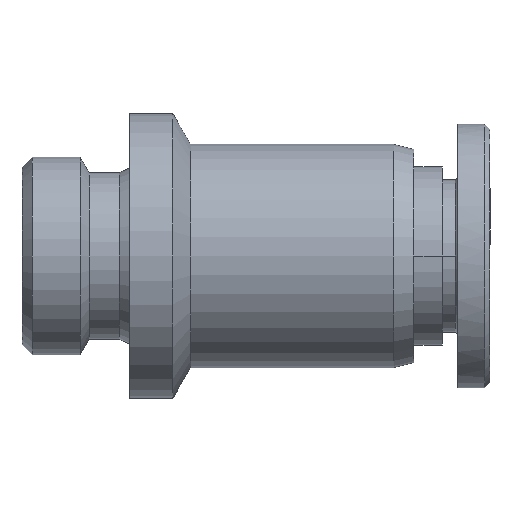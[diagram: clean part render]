
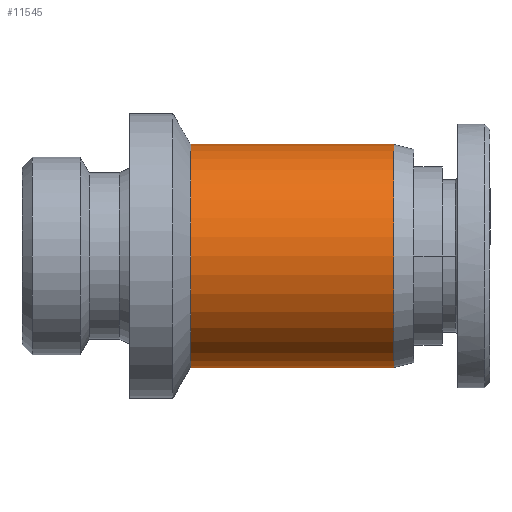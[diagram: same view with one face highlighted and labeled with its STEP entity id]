
A CAD part, front view. The second image highlights one B-rep face of the part: STEP entity #11545.
In plain terms, the highlighted cylindrical face has radius 5.5 mm (diameter 11 mm), a partial arc.
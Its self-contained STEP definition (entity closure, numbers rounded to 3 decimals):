
#649 = CARTESIAN_POINT ( 'NONE',  ( 17.247, 17.287, -6.044 ) ) ;
#1303 = EDGE_CURVE ( 'NONE', #8474, #4409, #9521, .T. ) ;
#1315 = ORIENTED_EDGE ( 'NONE', *, *, #7254, .T. ) ;
#2077 = DIRECTION ( 'NONE',  ( 1., 0., 0. ) ) ;
#2591 = CARTESIAN_POINT ( 'NONE',  ( 22.247, 17.287, -0.544 ) ) ;
#2609 = VECTOR ( 'NONE', #2077, 1000. ) ;
#2645 = FACE_OUTER_BOUND ( 'NONE', #2856, .T. ) ;
#2856 = EDGE_LOOP ( 'NONE', ( #10641, #1315, #10251, #10650 ) ) ;
#3154 = AXIS2_PLACEMENT_3D ( 'NONE', #5963, #5836, #10770 ) ;
#3244 = AXIS2_PLACEMENT_3D ( 'NONE', #7110, #9100, #8015 ) ;
#3854 = CARTESIAN_POINT ( 'NONE',  ( 17.247, 17.287, 4.956 ) ) ;
#4296 = DIRECTION ( 'NONE',  ( 1., 0., 0. ) ) ;
#4328 = CYLINDRICAL_SURFACE ( 'NONE', #5488, 5.5 ) ;
#4409 = VERTEX_POINT ( 'NONE', #6365 ) ;
#4748 = CIRCLE ( 'NONE', #3244, 5.5 ) ;
#5488 = AXIS2_PLACEMENT_3D ( 'NONE', #2591, #7248, #5579 ) ;
#5579 = DIRECTION ( 'NONE',  ( 0., 0., -1. ) ) ;
#5660 = CARTESIAN_POINT ( 'NONE',  ( 27.247, 17.287, 4.956 ) ) ;
#5836 = DIRECTION ( 'NONE',  ( -1., 0., 0. ) ) ;
#5963 = CARTESIAN_POINT ( 'NONE',  ( 27.247, 17.287, -0.544 ) ) ;
#6267 = VERTEX_POINT ( 'NONE', #5660 ) ;
#6365 = CARTESIAN_POINT ( 'NONE',  ( 27.247, 17.287, -6.044 ) ) ;
#6937 = VECTOR ( 'NONE', #4296, 1000. ) ;
#7110 = CARTESIAN_POINT ( 'NONE',  ( 17.247, 17.287, -0.544 ) ) ;
#7248 = DIRECTION ( 'NONE',  ( 1., 0., 0. ) ) ;
#7254 = EDGE_CURVE ( 'NONE', #12477, #8474, #4748, .T. ) ;
#8015 = DIRECTION ( 'NONE',  ( 0., 0., -1. ) ) ;
#8213 = CIRCLE ( 'NONE', #3154, 5.5 ) ;
#8474 = VERTEX_POINT ( 'NONE', #649 ) ;
#9100 = DIRECTION ( 'NONE',  ( 1., 0., 0. ) ) ;
#9183 = EDGE_CURVE ( 'NONE', #12477, #6267, #11679, .T. ) ;
#9521 = LINE ( 'NONE', #10123, #6937 ) ;
#10123 = CARTESIAN_POINT ( 'NONE',  ( 22.247, 17.287, -6.044 ) ) ;
#10251 = ORIENTED_EDGE ( 'NONE', *, *, #1303, .T. ) ;
#10641 = ORIENTED_EDGE ( 'NONE', *, *, #9183, .F. ) ;
#10650 = ORIENTED_EDGE ( 'NONE', *, *, #11308, .T. ) ;
#10770 = DIRECTION ( 'NONE',  ( 0., 0., -1. ) ) ;
#11308 = EDGE_CURVE ( 'NONE', #4409, #6267, #8213, .T. ) ;
#11545 = ADVANCED_FACE ( 'NONE', ( #2645 ), #4328, .T. ) ;
#11679 = LINE ( 'NONE', #11890, #2609 ) ;
#11890 = CARTESIAN_POINT ( 'NONE',  ( 22.247, 17.287, 4.956 ) ) ;
#12477 = VERTEX_POINT ( 'NONE', #3854 ) ;
